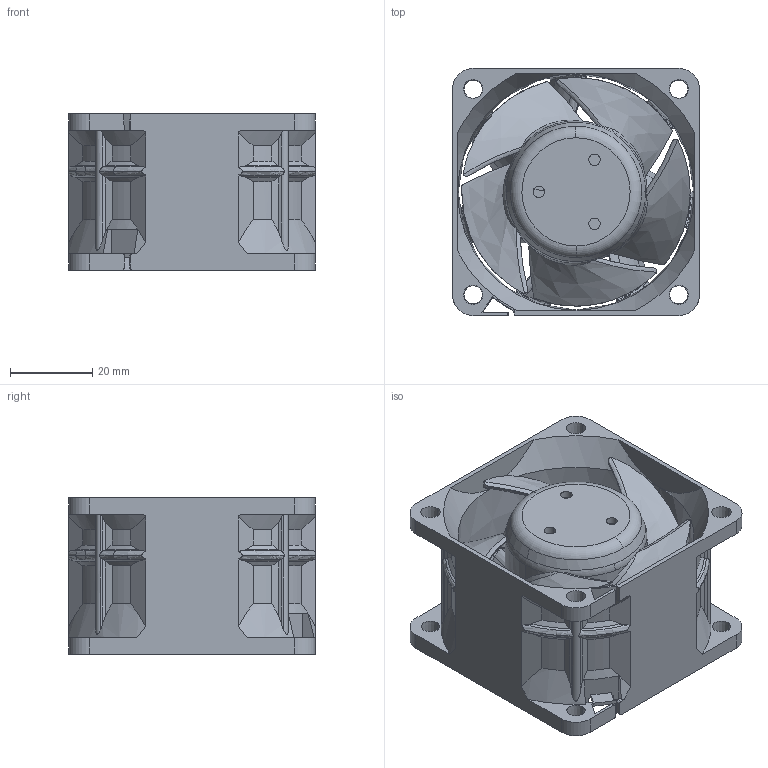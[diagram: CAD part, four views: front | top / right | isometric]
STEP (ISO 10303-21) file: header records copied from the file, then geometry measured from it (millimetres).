
FILE_DESCRIPTION((''),'2;1');
FILE_NAME('DC-A-60X60X38-2_ASM','2022-03-02T16:54:26',('Administrator'),(''),'CREO PARAMETRIC BY PTC INC, 2021164','CREO PARAMETRIC BY PTC INC, 2021164','');
FILE_SCHEMA(('CONFIG_CONTROL_DESIGN'));
Length unit declared in the file: millimetre
Products named in the file (4): F_S6038AVCK; FS6038YE; 6038_ASM; DC-A-60X60X38-2_ASM
Assembly tree (3 placements, depth 3):
  DC-A-60X60X38-2_ASM
    6038_ASM
      F_S6038AVCK
      FS6038YE
Bounding box: 60 x 60 x 38 mm (x, y, z)
Volume: 28183 mm3; surface area: 34660.7 mm2
Topology: 2 solids, 2 shells, 519 faces, 1556 edges, 1038 vertices
Faces by surface type: plane 174, cone 112, cylinder 102, bspline 92, torus 39
Entity records: 25335 total; most frequent: CARTESIAN_POINT 12472, ORIENTED_EDGE 3112, DIRECTION 2136, EDGE_CURVE 1556, VERTEX_POINT 1038, AXIS2_PLACEMENT_3D 880, B_SPLINE_CURVE_WITH_KNOTS 736, EDGE_LOOP 558
